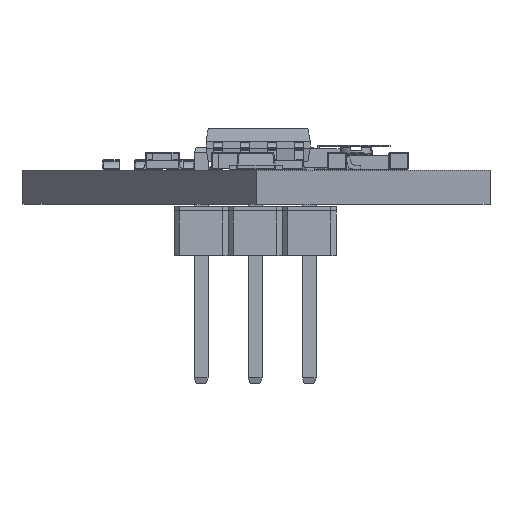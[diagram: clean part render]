
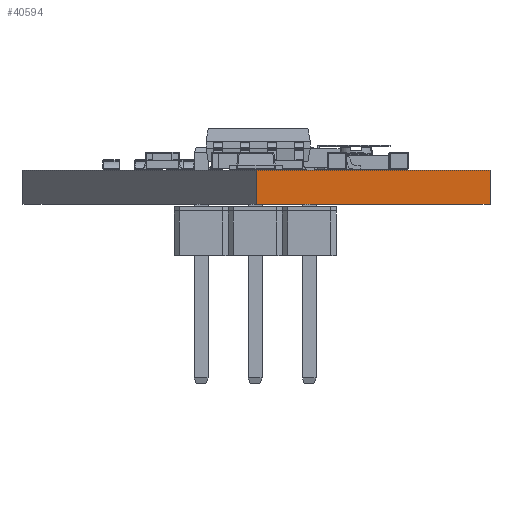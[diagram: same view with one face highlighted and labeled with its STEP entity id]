
A CAD part, front view. The second image highlights one B-rep face of the part: STEP entity #40594.
In plain terms, the highlighted planar face has unit normal (0.806, -0.591, 0).
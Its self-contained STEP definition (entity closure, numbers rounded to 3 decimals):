
#40594 = ADVANCED_FACE('',(#40595),#40609,.T.);
#40595 = FACE_BOUND('',#40596,.T.);
#40596 = EDGE_LOOP('',(#40597,#40632,#40660,#40688));
#40597 = ORIENTED_EDGE('',*,*,#40598,.T.);
#40598 = EDGE_CURVE('',#40599,#40601,#40603,.T.);
#40599 = VERTEX_POINT('',#40600);
#40600 = CARTESIAN_POINT('',(22.,15.,0.));
#40601 = VERTEX_POINT('',#40602);
#40602 = CARTESIAN_POINT('',(22.,15.,1.6));
#40603 = SURFACE_CURVE('',#40604,(#40608,#40620),.PCURVE_S1.);
#40604 = LINE('',#40605,#40606);
#40605 = CARTESIAN_POINT('',(22.,15.,0.));
#40606 = VECTOR('',#40607,1.);
#40607 = DIRECTION('',(0.,0.,1.));
#40608 = PCURVE('',#40609,#40614);
#40609 = PLANE('',#40610);
#40610 = AXIS2_PLACEMENT_3D('',#40611,#40612,#40613);
#40611 = CARTESIAN_POINT('',(22.,15.,0.));
#40612 = DIRECTION('',(0.806,-0.591,0.));
#40613 = DIRECTION('',(-0.591,-0.806,0.));
#40614 = DEFINITIONAL_REPRESENTATION('',(#40615),#40619);
#40615 = LINE('',#40616,#40617);
#40616 = CARTESIAN_POINT('',(0.,0.));
#40617 = VECTOR('',#40618,1.);
#40618 = DIRECTION('',(0.,-1.));
#40619 = ( GEOMETRIC_REPRESENTATION_CONTEXT(2) 
PARAMETRIC_REPRESENTATION_CONTEXT() REPRESENTATION_CONTEXT('2D SPACE',''
  ) );
#40620 = PCURVE('',#40621,#40626);
#40621 = PLANE('',#40622);
#40622 = AXIS2_PLACEMENT_3D('',#40623,#40624,#40625);
#40623 = CARTESIAN_POINT('',(22.,106.5,0.));
#40624 = DIRECTION('',(1.,0.,0.));
#40625 = DIRECTION('',(0.,-1.,0.));
#40626 = DEFINITIONAL_REPRESENTATION('',(#40627),#40631);
#40627 = LINE('',#40628,#40629);
#40628 = CARTESIAN_POINT('',(91.5,0.));
#40629 = VECTOR('',#40630,1.);
#40630 = DIRECTION('',(0.,-1.));
#40631 = ( GEOMETRIC_REPRESENTATION_CONTEXT(2) 
PARAMETRIC_REPRESENTATION_CONTEXT() REPRESENTATION_CONTEXT('2D SPACE',''
  ) );
#40632 = ORIENTED_EDGE('',*,*,#40633,.T.);
#40633 = EDGE_CURVE('',#40601,#40634,#40636,.T.);
#40634 = VERTEX_POINT('',#40635);
#40635 = CARTESIAN_POINT('',(11.,0.,1.6));
#40636 = SURFACE_CURVE('',#40637,(#40641,#40648),.PCURVE_S1.);
#40637 = LINE('',#40638,#40639);
#40638 = CARTESIAN_POINT('',(22.,15.,1.6));
#40639 = VECTOR('',#40640,1.);
#40640 = DIRECTION('',(-0.591,-0.806,0.));
#40641 = PCURVE('',#40609,#40642);
#40642 = DEFINITIONAL_REPRESENTATION('',(#40643),#40647);
#40643 = LINE('',#40644,#40645);
#40644 = CARTESIAN_POINT('',(0.,-1.6));
#40645 = VECTOR('',#40646,1.);
#40646 = DIRECTION('',(1.,0.));
#40647 = ( GEOMETRIC_REPRESENTATION_CONTEXT(2) 
PARAMETRIC_REPRESENTATION_CONTEXT() REPRESENTATION_CONTEXT('2D SPACE',''
  ) );
#40648 = PCURVE('',#40649,#40654);
#40649 = PLANE('',#40650);
#40650 = AXIS2_PLACEMENT_3D('',#40651,#40652,#40653);
#40651 = CARTESIAN_POINT('',(11.,57.511,1.6));
#40652 = DIRECTION('',(-0.,-0.,-1.));
#40653 = DIRECTION('',(-1.,0.,0.));
#40654 = DEFINITIONAL_REPRESENTATION('',(#40655),#40659);
#40655 = LINE('',#40656,#40657);
#40656 = CARTESIAN_POINT('',(-11.,-42.511));
#40657 = VECTOR('',#40658,1.);
#40658 = DIRECTION('',(0.591,-0.806));
#40659 = ( GEOMETRIC_REPRESENTATION_CONTEXT(2) 
PARAMETRIC_REPRESENTATION_CONTEXT() REPRESENTATION_CONTEXT('2D SPACE',''
  ) );
#40660 = ORIENTED_EDGE('',*,*,#40661,.F.);
#40661 = EDGE_CURVE('',#40662,#40634,#40664,.T.);
#40662 = VERTEX_POINT('',#40663);
#40663 = CARTESIAN_POINT('',(11.,-0.,0.));
#40664 = SURFACE_CURVE('',#40665,(#40669,#40676),.PCURVE_S1.);
#40665 = LINE('',#40666,#40667);
#40666 = CARTESIAN_POINT('',(11.,-0.,0.));
#40667 = VECTOR('',#40668,1.);
#40668 = DIRECTION('',(0.,0.,1.));
#40669 = PCURVE('',#40609,#40670);
#40670 = DEFINITIONAL_REPRESENTATION('',(#40671),#40675);
#40671 = LINE('',#40672,#40673);
#40672 = CARTESIAN_POINT('',(18.601,0.));
#40673 = VECTOR('',#40674,1.);
#40674 = DIRECTION('',(0.,-1.));
#40675 = ( GEOMETRIC_REPRESENTATION_CONTEXT(2) 
PARAMETRIC_REPRESENTATION_CONTEXT() REPRESENTATION_CONTEXT('2D SPACE',''
  ) );
#40676 = PCURVE('',#40677,#40682);
#40677 = PLANE('',#40678);
#40678 = AXIS2_PLACEMENT_3D('',#40679,#40680,#40681);
#40679 = CARTESIAN_POINT('',(11.,0.,0.));
#40680 = DIRECTION('',(-0.806,-0.591,0.));
#40681 = DIRECTION('',(-0.591,0.806,0.));
#40682 = DEFINITIONAL_REPRESENTATION('',(#40683),#40687);
#40683 = LINE('',#40684,#40685);
#40684 = CARTESIAN_POINT('',(0.,-0.));
#40685 = VECTOR('',#40686,1.);
#40686 = DIRECTION('',(0.,-1.));
#40687 = ( GEOMETRIC_REPRESENTATION_CONTEXT(2) 
PARAMETRIC_REPRESENTATION_CONTEXT() REPRESENTATION_CONTEXT('2D SPACE',''
  ) );
#40688 = ORIENTED_EDGE('',*,*,#40689,.F.);
#40689 = EDGE_CURVE('',#40599,#40662,#40690,.T.);
#40690 = SURFACE_CURVE('',#40691,(#40695,#40702),.PCURVE_S1.);
#40691 = LINE('',#40692,#40693);
#40692 = CARTESIAN_POINT('',(22.,15.,0.));
#40693 = VECTOR('',#40694,1.);
#40694 = DIRECTION('',(-0.591,-0.806,0.));
#40695 = PCURVE('',#40609,#40696);
#40696 = DEFINITIONAL_REPRESENTATION('',(#40697),#40701);
#40697 = LINE('',#40698,#40699);
#40698 = CARTESIAN_POINT('',(0.,0.));
#40699 = VECTOR('',#40700,1.);
#40700 = DIRECTION('',(1.,0.));
#40701 = ( GEOMETRIC_REPRESENTATION_CONTEXT(2) 
PARAMETRIC_REPRESENTATION_CONTEXT() REPRESENTATION_CONTEXT('2D SPACE',''
  ) );
#40702 = PCURVE('',#40703,#40708);
#40703 = PLANE('',#40704);
#40704 = AXIS2_PLACEMENT_3D('',#40705,#40706,#40707);
#40705 = CARTESIAN_POINT('',(11.,57.511,0.));
#40706 = DIRECTION('',(-0.,-0.,-1.));
#40707 = DIRECTION('',(-1.,0.,0.));
#40708 = DEFINITIONAL_REPRESENTATION('',(#40709),#40713);
#40709 = LINE('',#40710,#40711);
#40710 = CARTESIAN_POINT('',(-11.,-42.511));
#40711 = VECTOR('',#40712,1.);
#40712 = DIRECTION('',(0.591,-0.806));
#40713 = ( GEOMETRIC_REPRESENTATION_CONTEXT(2) 
PARAMETRIC_REPRESENTATION_CONTEXT() REPRESENTATION_CONTEXT('2D SPACE',''
  ) );
